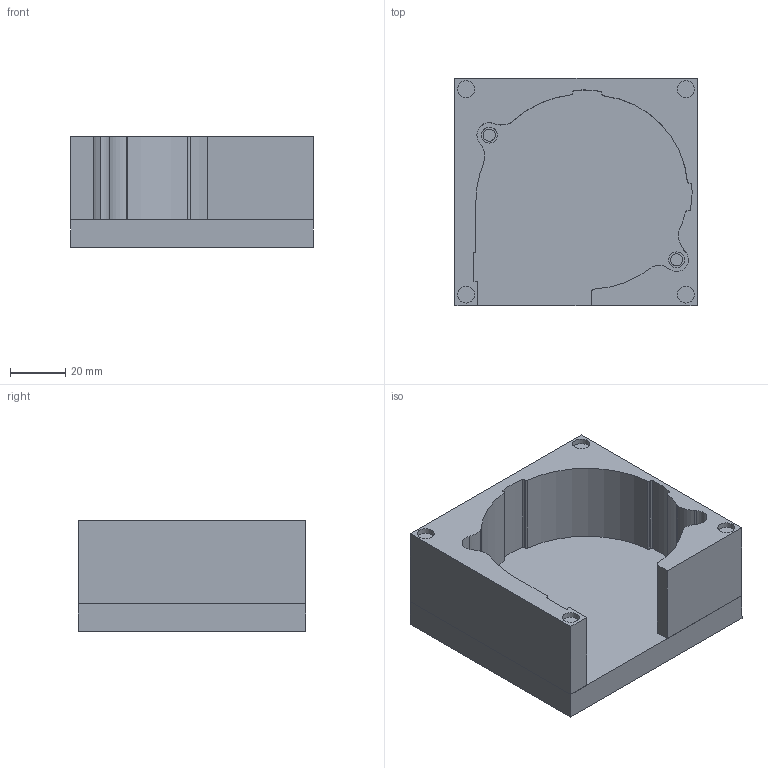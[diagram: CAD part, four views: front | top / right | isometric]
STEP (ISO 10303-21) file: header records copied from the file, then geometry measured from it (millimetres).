
FILE_DESCRIPTION(/* description */ (''),/* implementation_level */ '2;1');
FILE_NAME(/* name */ 'FilterDesignTheseus v4.step',/* time_stamp */ '2023-11-04T13:19:20-07:00',/* author */ (''),/* organization */ (''),/* preprocessor_version */ 'ST-DEVELOPER v20',/* originating_system */ 'Autodesk Translation Framework v12.14.0.127',/* authorisation */ '');
FILE_SCHEMA (('AUTOMOTIVE_DESIGN { 1 0 10303 214 3 1 1 }'));
Length unit declared in the file: millimetre
Products named in the file (1): FilterDesignTheseus
Bounding box: 87.26 x 82 x 40 mm (x, y, z)
Volume: 137312.8 mm3; surface area: 38901.1 mm2
Topology: 4 solids, 4 shells, 85 faces, 213 edges, 140 vertices
Faces by surface type: cylinder 49, plane 36
Full cylindrical faces by diameter (mm): 5.75 x2, 6.1 x4
Entity records: 2612 total; most frequent: DIRECTION 483, CARTESIAN_POINT 439, ORIENTED_EDGE 426, EDGE_CURVE 213, AXIS2_PLACEMENT_3D 184, VERTEX_POINT 140, LINE 115, VECTOR 115
